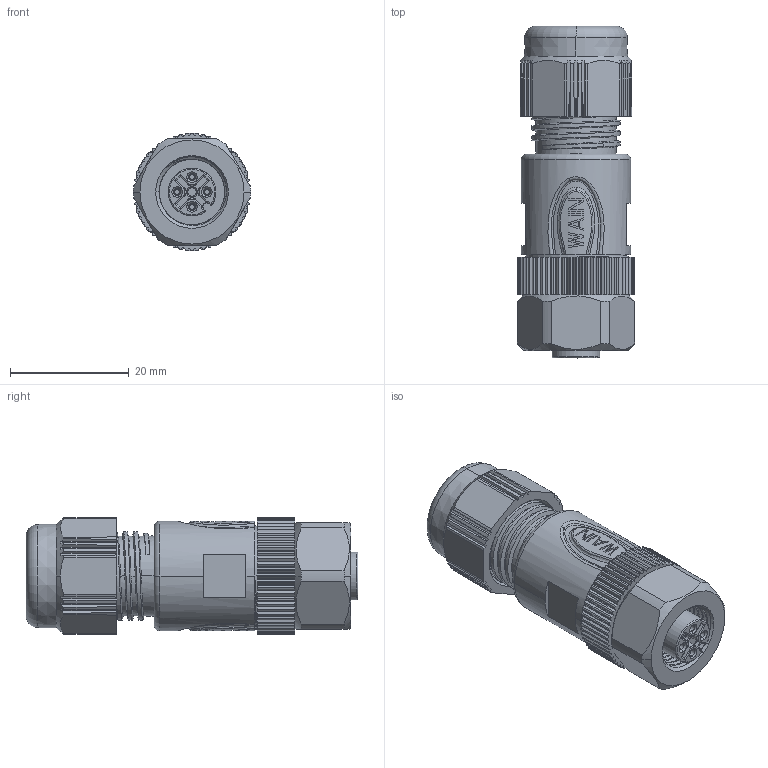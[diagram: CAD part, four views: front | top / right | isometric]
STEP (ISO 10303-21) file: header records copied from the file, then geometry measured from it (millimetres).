
FILE_DESCRIPTION((''),'2;1');
FILE_NAME('3D_1630044213201_M12S-F04A-T-D6','2024-03-18T',('12262'),(''),'PRO/ENGINEER BY PARAMETRIC TECHNOLOGY CORPORATION, 2012480','PRO/ENGINEER BY PARAMETRIC TECHNOLOGY CORPORATION, 2012480','');
FILE_SCHEMA(('CONFIG_CONTROL_DESIGN'));
Products named in the file (1): 3D_1630044213201_M12S-F04A-T-D6
Bounding box: 19.8 x 56 x 19.8 mm (x, y, z)
Volume: 12383.9 mm3; surface area: 9610.3 mm2
Topology: 1 solids, 3 shells, 990 faces, 2901 edges, 1954 vertices
Faces by surface type: plane 459, cylinder 288, cone 121, torus 57, bspline 54, extrusion 9, sphere 2
Entity records: 46933 total; most frequent: CARTESIAN_POINT 21449, ORIENTED_EDGE 5798, DIRECTION 4830, EDGE_CURVE 2899, VERTEX_POINT 1954, AXIS2_PLACEMENT_3D 1823, VECTOR 1184, LINE 1175
